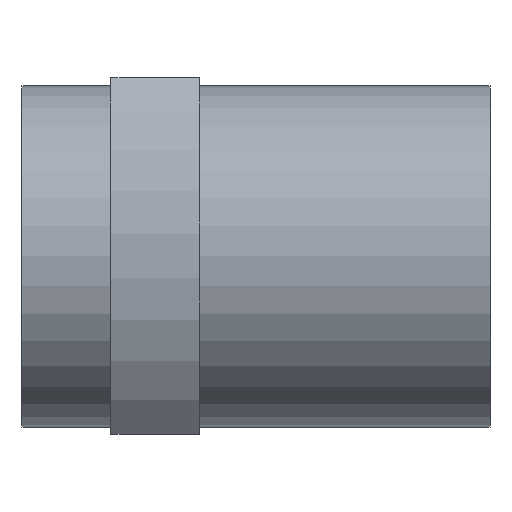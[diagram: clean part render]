
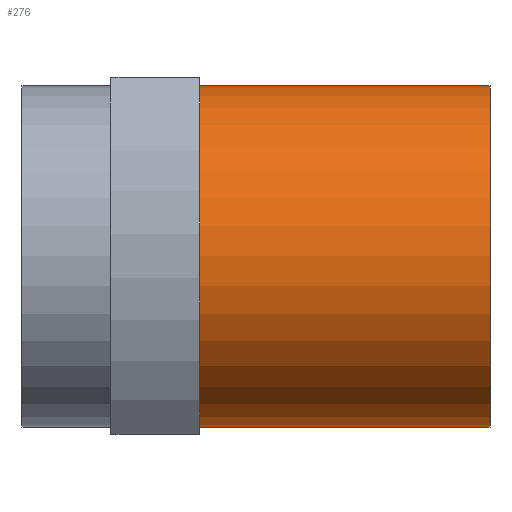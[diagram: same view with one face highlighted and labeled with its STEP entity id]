
A CAD part, top view. The second image highlights one B-rep face of the part: STEP entity #276.
In plain terms, the highlighted cylindrical face has radius 36.5 mm (diameter 73 mm), a full revolution.
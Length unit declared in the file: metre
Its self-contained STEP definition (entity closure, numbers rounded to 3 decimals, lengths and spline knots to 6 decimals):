
#15=CYLINDRICAL_SURFACE('',#324,0.0365);
#85=ORIENTED_EDGE('',*,*,#142,.T.);
#86=ORIENTED_EDGE('',*,*,#117,.F.);
#117=EDGE_CURVE('',#149,#149,#175,.T.);
#142=EDGE_CURVE('',#170,#170,#188,.T.);
#149=VERTEX_POINT('',#431);
#170=VERTEX_POINT('',#483);
#175=CIRCLE('',#304,0.0365);
#188=CIRCLE('',#323,0.0365);
#209=EDGE_LOOP('',(#85));
#210=EDGE_LOOP('',(#86));
#245=FACE_BOUND('',#209,.T.);
#246=FACE_BOUND('',#210,.T.);
#276=ADVANCED_FACE('',(#245,#246),#15,.T.);
#304=AXIS2_PLACEMENT_3D('',#430,#346,#347);
#323=AXIS2_PLACEMENT_3D('',#482,#396,#397);
#324=AXIS2_PLACEMENT_3D('',#484,#398,#399);
#346=DIRECTION('',(-1.,0.,0.));
#347=DIRECTION('',(0.,0.,1.));
#396=DIRECTION('',(-1.,0.,0.));
#397=DIRECTION('',(0.,0.,1.));
#398=DIRECTION('',(-1.,0.,0.));
#399=DIRECTION('',(0.,0.,1.));
#430=CARTESIAN_POINT('',(0.013,0.,0.));
#431=CARTESIAN_POINT('',(0.013,0.,0.0365));
#482=CARTESIAN_POINT('',(0.075,0.,0.));
#483=CARTESIAN_POINT('',(0.075,0.,0.0365));
#484=CARTESIAN_POINT('',(0.078892,0.,0.));
